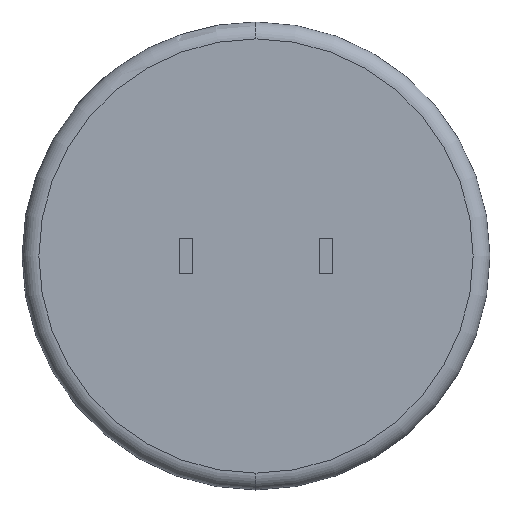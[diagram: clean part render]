
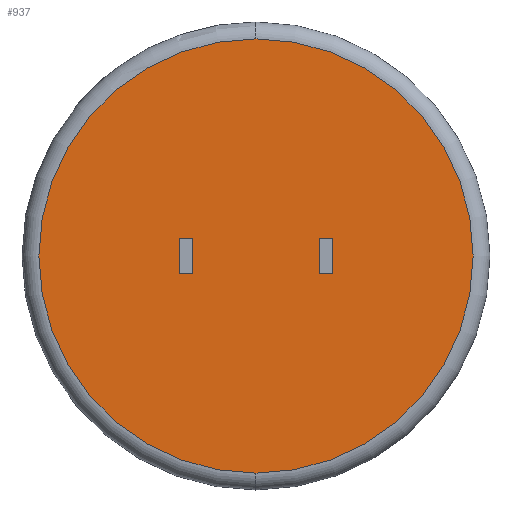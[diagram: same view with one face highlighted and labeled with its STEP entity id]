
A CAD part, front view. The second image highlights one B-rep face of the part: STEP entity #937.
In plain terms, the highlighted planar face has unit normal (0, -1, 0).
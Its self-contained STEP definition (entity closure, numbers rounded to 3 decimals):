
#15 = CARTESIAN_POINT ( 'NONE',  ( 0., 0., 0. ) ) ;
#73 = ORIENTED_EDGE ( 'NONE', *, *, #2489, .T. ) ;
#121 = VECTOR ( 'NONE', #1832, 1000. ) ;
#122 = CARTESIAN_POINT ( 'NONE',  ( -2.79, 0., 0. ) ) ;
#176 = ORIENTED_EDGE ( 'NONE', *, *, #2025, .F. ) ;
#198 = EDGE_CURVE ( 'NONE', #1099, #1906, #1914, .T. ) ;
#232 = VERTEX_POINT ( 'NONE', #778 ) ;
#260 = CARTESIAN_POINT ( 'NONE',  ( 0., 0., 0. ) ) ;
#276 = CIRCLE ( 'NONE', #2638, 7.887 ) ;
#289 = DIRECTION ( 'NONE',  ( 0., 0., 1. ) ) ;
#292 = AXIS2_PLACEMENT_3D ( 'NONE', #2354, #1705, #1921 ) ;
#393 = CARTESIAN_POINT ( 'NONE',  ( -2.79, 0., -0.65 ) ) ;
#395 = CARTESIAN_POINT ( 'NONE',  ( -2.79, 0., 0.65 ) ) ;
#396 = CARTESIAN_POINT ( 'NONE',  ( -2.29, 0., -0.65 ) ) ;
#398 = EDGE_CURVE ( 'NONE', #542, #969, #2374, .T. ) ;
#405 = EDGE_CURVE ( 'NONE', #1970, #542, #1855, .T. ) ;
#448 = CARTESIAN_POINT ( 'NONE',  ( 0., 0., -7.887 ) ) ;
#509 = VECTOR ( 'NONE', #2313, 1000. ) ;
#534 = CARTESIAN_POINT ( 'NONE',  ( 0., 0., 7.887 ) ) ;
#540 = FACE_BOUND ( 'NONE', #2399, .T. ) ;
#542 = VERTEX_POINT ( 'NONE', #395 ) ;
#556 = EDGE_LOOP ( 'NONE', ( #1608, #572, #1614, #1551 ) ) ;
#572 = ORIENTED_EDGE ( 'NONE', *, *, #1062, .F. ) ;
#591 = ORIENTED_EDGE ( 'NONE', *, *, #405, .T. ) ;
#616 = ORIENTED_EDGE ( 'NONE', *, *, #2251, .T. ) ;
#778 = CARTESIAN_POINT ( 'NONE',  ( 2.79, 0., 0.65 ) ) ;
#822 = LINE ( 'NONE', #393, #2579 ) ;
#875 = VECTOR ( 'NONE', #1598, 1000. ) ;
#926 = ORIENTED_EDGE ( 'NONE', *, *, #1035, .T. ) ;
#937 = ADVANCED_FACE ( 'NONE', ( #2567, #540, #1511 ), #2140, .F. ) ;
#969 = VERTEX_POINT ( 'NONE', #2606 ) ;
#1035 = EDGE_CURVE ( 'NONE', #1135, #2564, #276, .T. ) ;
#1062 = EDGE_CURVE ( 'NONE', #232, #2657, #2721, .T. ) ;
#1076 = VECTOR ( 'NONE', #289, 1000. ) ;
#1099 = VERTEX_POINT ( 'NONE', #1529 ) ;
#1135 = VERTEX_POINT ( 'NONE', #534 ) ;
#1201 = CARTESIAN_POINT ( 'NONE',  ( -2.79, 0., -0.65 ) ) ;
#1234 = DIRECTION ( 'NONE',  ( 1., 0., 0. ) ) ;
#1275 = AXIS2_PLACEMENT_3D ( 'NONE', #15, #1329, #1930 ) ;
#1329 = DIRECTION ( 'NONE',  ( 0., -1., 0. ) ) ;
#1353 = VECTOR ( 'NONE', #1840, 1000. ) ;
#1359 = DIRECTION ( 'NONE',  ( -1., 0., 0. ) ) ;
#1462 = CARTESIAN_POINT ( 'NONE',  ( -2.29, 0., 0.65 ) ) ;
#1511 = FACE_BOUND ( 'NONE', #556, .T. ) ;
#1529 = CARTESIAN_POINT ( 'NONE',  ( 2.29, 0., -0.65 ) ) ;
#1551 = ORIENTED_EDGE ( 'NONE', *, *, #198, .F. ) ;
#1553 = DIRECTION ( 'NONE',  ( 0., 0., 1. ) ) ;
#1563 = CARTESIAN_POINT ( 'NONE',  ( 2.29, 0., 0.65 ) ) ;
#1597 = EDGE_CURVE ( 'NONE', #2657, #1099, #1801, .T. ) ;
#1598 = DIRECTION ( 'NONE',  ( 1., 0., 0. ) ) ;
#1608 = ORIENTED_EDGE ( 'NONE', *, *, #1597, .F. ) ;
#1614 = ORIENTED_EDGE ( 'NONE', *, *, #1899, .F. ) ;
#1633 = CARTESIAN_POINT ( 'NONE',  ( 2.79, 0., 0. ) ) ;
#1705 = DIRECTION ( 'NONE',  ( 0., 1., 0. ) ) ;
#1715 = CIRCLE ( 'NONE', #1275, 7.887 ) ;
#1755 = DIRECTION ( 'NONE',  ( 0., -1., 0. ) ) ;
#1801 = LINE ( 'NONE', #2329, #2304 ) ;
#1832 = DIRECTION ( 'NONE',  ( 0., 0., 1. ) ) ;
#1840 = DIRECTION ( 'NONE',  ( 1., 0., 0. ) ) ;
#1855 = LINE ( 'NONE', #122, #1076 ) ;
#1899 = EDGE_CURVE ( 'NONE', #1906, #232, #2327, .T. ) ;
#1906 = VERTEX_POINT ( 'NONE', #2465 ) ;
#1914 = LINE ( 'NONE', #2479, #1353 ) ;
#1921 = DIRECTION ( 'NONE',  ( 0., 0., 1. ) ) ;
#1930 = DIRECTION ( 'NONE',  ( 0., 0., 1. ) ) ;
#1946 = EDGE_LOOP ( 'NONE', ( #926, #73 ) ) ;
#1970 = VERTEX_POINT ( 'NONE', #1201 ) ;
#1984 = LINE ( 'NONE', #1462, #509 ) ;
#1989 = CARTESIAN_POINT ( 'NONE',  ( 2.29, 0., 0.65 ) ) ;
#2025 = EDGE_CURVE ( 'NONE', #1970, #2417, #822, .T. ) ;
#2030 = CARTESIAN_POINT ( 'NONE',  ( -2.79, 0., 0.65 ) ) ;
#2140 = PLANE ( 'NONE',  #292 ) ;
#2251 = EDGE_CURVE ( 'NONE', #969, #2417, #1984, .T. ) ;
#2304 = VECTOR ( 'NONE', #2758, 1000. ) ;
#2313 = DIRECTION ( 'NONE',  ( 0., 0., -1. ) ) ;
#2327 = LINE ( 'NONE', #1633, #121 ) ;
#2329 = CARTESIAN_POINT ( 'NONE',  ( 2.29, 0., -0.65 ) ) ;
#2354 = CARTESIAN_POINT ( 'NONE',  ( 0., 0., 0. ) ) ;
#2374 = LINE ( 'NONE', #2030, #875 ) ;
#2399 = EDGE_LOOP ( 'NONE', ( #591, #2748, #616, #176 ) ) ;
#2417 = VERTEX_POINT ( 'NONE', #396 ) ;
#2465 = CARTESIAN_POINT ( 'NONE',  ( 2.79, 0., -0.65 ) ) ;
#2479 = CARTESIAN_POINT ( 'NONE',  ( 2.29, 0., -0.65 ) ) ;
#2489 = EDGE_CURVE ( 'NONE', #2564, #1135, #1715, .T. ) ;
#2564 = VERTEX_POINT ( 'NONE', #448 ) ;
#2567 = FACE_OUTER_BOUND ( 'NONE', #1946, .T. ) ;
#2579 = VECTOR ( 'NONE', #1234, 1000. ) ;
#2606 = CARTESIAN_POINT ( 'NONE',  ( -2.29, 0., 0.65 ) ) ;
#2638 = AXIS2_PLACEMENT_3D ( 'NONE', #260, #1755, #1553 ) ;
#2657 = VERTEX_POINT ( 'NONE', #1563 ) ;
#2687 = VECTOR ( 'NONE', #1359, 1000. ) ;
#2721 = LINE ( 'NONE', #1989, #2687 ) ;
#2748 = ORIENTED_EDGE ( 'NONE', *, *, #398, .T. ) ;
#2758 = DIRECTION ( 'NONE',  ( 0., 0., -1. ) ) ;
